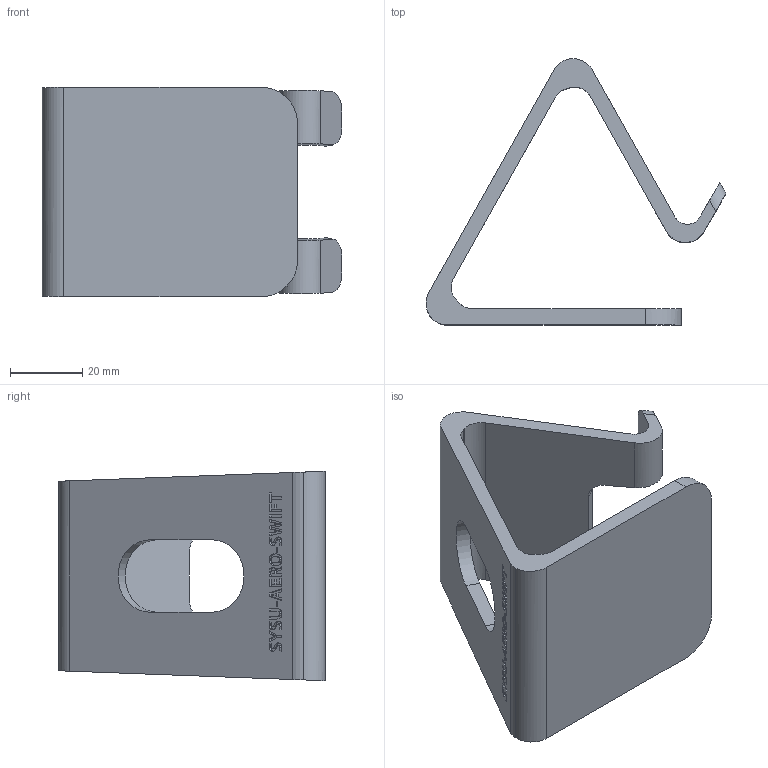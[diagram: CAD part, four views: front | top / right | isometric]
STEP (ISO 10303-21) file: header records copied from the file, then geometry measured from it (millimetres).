
FILE_DESCRIPTION (( 'STEP AP203' ), '1' );
FILE_NAME ('忒儂盓殤.STEP', '2021-12-17T10:12:45', ( '' ), ( '' ), 'SwSTEP 2.0', 'SolidWorks 2021', '' );
FILE_SCHEMA (( 'CONFIG_CONTROL_DESIGN' ));
Length unit declared in the file: millimetre
Products named in the file (1): 忒儂盓殤
Bounding box: 83.07 x 73.75 x 58 mm (x, y, z)
Volume: 46278.9 mm3; surface area: 24627.7 mm2
Topology: 1 solids, 1 shells, 512 faces, 1347 edges, 898 vertices
Faces by surface type: plane 320, bspline 167, cylinder 25
Entity records: 23338 total; most frequent: CARTESIAN_POINT 11827, ORIENTED_EDGE 2694, DIRECTION 1683, EDGE_CURVE 1347, VECTOR 963, LINE 963, VERTEX_POINT 898, EDGE_LOOP 575
